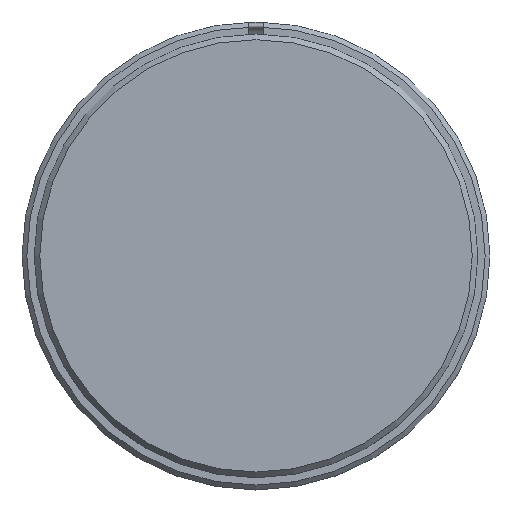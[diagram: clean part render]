
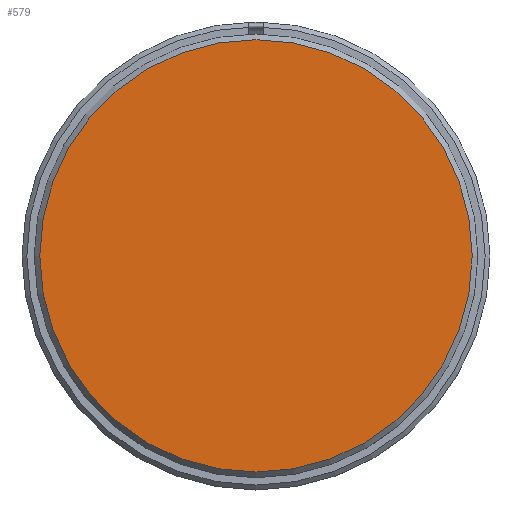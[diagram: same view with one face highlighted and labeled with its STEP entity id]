
A CAD part, top view. The second image highlights one B-rep face of the part: STEP entity #579.
In plain terms, the highlighted planar face has unit normal (0, 0, 1).
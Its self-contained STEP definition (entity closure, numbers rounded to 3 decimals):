
#48=PLANE('',#643);
#61=FACE_OUTER_BOUND('',#106,.T.);
#106=EDGE_LOOP('',(#403));
#235=CIRCLE('',#644,147.101);
#273=VERTEX_POINT('',#932);
#320=EDGE_CURVE('',#273,#273,#235,.T.);
#403=ORIENTED_EDGE('',*,*,#320,.F.);
#579=ADVANCED_FACE('',(#61),#48,.T.);
#643=AXIS2_PLACEMENT_3D('',#931,#731,#732);
#644=AXIS2_PLACEMENT_3D('',#933,#733,#734);
#731=DIRECTION('center_axis',(0.,0.,1.));
#732=DIRECTION('ref_axis',(1.,0.,0.));
#733=DIRECTION('center_axis',(0.,0.,-1.));
#734=DIRECTION('ref_axis',(1.,0.,0.));
#931=CARTESIAN_POINT('Origin',(0.,147.101,34.172));
#932=CARTESIAN_POINT('',(0.,-147.101,34.172));
#933=CARTESIAN_POINT('Origin',(0.,0.,34.172));
